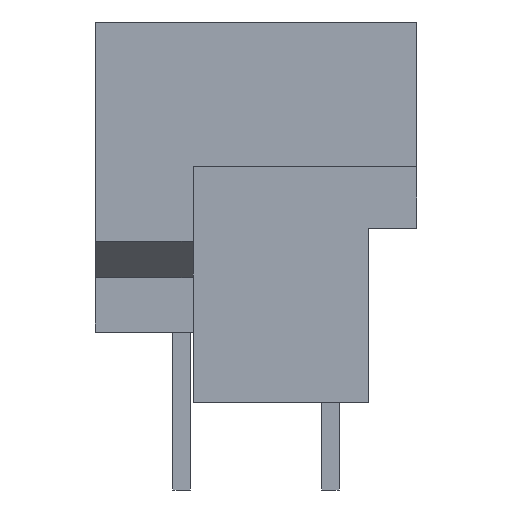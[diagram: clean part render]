
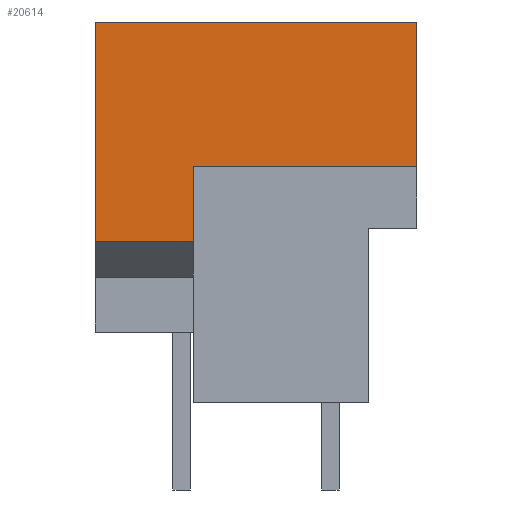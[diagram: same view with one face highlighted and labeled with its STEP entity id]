
A CAD part, front view. The second image highlights one B-rep face of the part: STEP entity #20614.
In plain terms, the highlighted planar face has unit normal (0, -1, 0).
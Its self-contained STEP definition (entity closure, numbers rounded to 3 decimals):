
#19832=CARTESIAN_POINT('',(0.39,-83.12,8.05));
#19833=VERTEX_POINT('',#19832);
#19840=CARTESIAN_POINT('',(0.39,-83.12,5.498));
#19841=VERTEX_POINT('',#19840);
#19842=CARTESIAN_POINT('',(0.39,-83.12,5.498));
#19843=DIRECTION('',(0.0,0.0,1.0));
#19844=VECTOR('',#19843,2.552);
#19845=LINE('',#19842,#19844);
#19846=EDGE_CURVE('',#19841,#19833,#19845,.T.);
#19867=CARTESIAN_POINT('',(-2.96,-83.12,5.498));
#19868=VERTEX_POINT('',#19867);
#19869=CARTESIAN_POINT('',(-2.96,-83.12,5.498));
#19870=DIRECTION('',(1.0,0.0,0.0));
#19871=VECTOR('',#19870,3.35);
#19872=LINE('',#19869,#19871);
#19873=EDGE_CURVE('',#19868,#19841,#19872,.T.);
#20539=CARTESIAN_POINT('',(-2.96,-83.12,13.));
#20540=VERTEX_POINT('',#20539);
#20541=CARTESIAN_POINT('',(8.04,-83.12,13.));
#20542=VERTEX_POINT('',#20541);
#20543=CARTESIAN_POINT('',(-2.96,-83.12,13.));
#20544=DIRECTION('',(1.0,0.0,0.0));
#20545=VECTOR('',#20544,11.);
#20546=LINE('',#20543,#20545);
#20547=EDGE_CURVE('',#20540,#20542,#20546,.T.);
#20584=CARTESIAN_POINT('',(2.54,-83.12,13.53));
#20585=DIRECTION('',(0.0,-1.0,0.0));
#20586=DIRECTION('',(1.0,0.0,0.0));
#20587=AXIS2_PLACEMENT_3D('',#20584,#20585,#20586);
#20588=PLANE('',#20587);
#20589=CARTESIAN_POINT('',(8.04,-83.12,8.05));
#20590=VERTEX_POINT('',#20589);
#20591=CARTESIAN_POINT('',(0.39,-83.12,8.05));
#20592=DIRECTION('',(1.0,0.0,0.));
#20593=VECTOR('',#20592,7.65);
#20594=LINE('',#20591,#20593);
#20595=EDGE_CURVE('',#19833,#20590,#20594,.T.);
#20596=ORIENTED_EDGE('',*,*,#20595,.T.);
#20597=CARTESIAN_POINT('',(8.04,-83.12,13.));
#20598=DIRECTION('',(0.0,0.0,-1.0));
#20599=VECTOR('',#20598,4.95);
#20600=LINE('',#20597,#20599);
#20601=EDGE_CURVE('',#20542,#20590,#20600,.T.);
#20602=ORIENTED_EDGE('',*,*,#20601,.F.);
#20603=ORIENTED_EDGE('',*,*,#20547,.F.);
#20604=CARTESIAN_POINT('',(-2.96,-83.12,5.498));
#20605=DIRECTION('',(0.0,0.0,1.0));
#20606=VECTOR('',#20605,7.502);
#20607=LINE('',#20604,#20606);
#20608=EDGE_CURVE('',#19868,#20540,#20607,.T.);
#20609=ORIENTED_EDGE('',*,*,#20608,.F.);
#20610=ORIENTED_EDGE('',*,*,#19873,.T.);
#20611=ORIENTED_EDGE('',*,*,#19846,.T.);
#20612=EDGE_LOOP('',(#20596,#20602,#20603,#20609,#20610,#20611));
#20613=FACE_OUTER_BOUND('',#20612,.T.);
#20614=ADVANCED_FACE('',(#20613),#20588,.T.);
